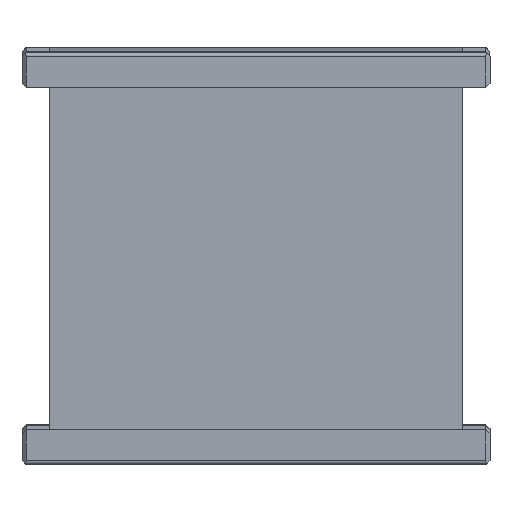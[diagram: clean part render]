
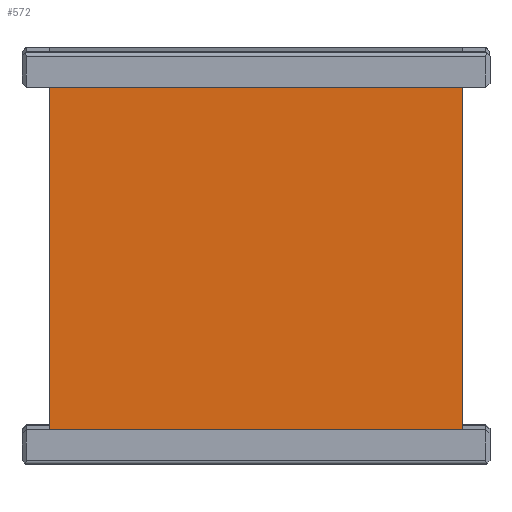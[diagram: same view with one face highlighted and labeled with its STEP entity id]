
A CAD part, top view. The second image highlights one B-rep face of the part: STEP entity #572.
In plain terms, the highlighted face is planar.
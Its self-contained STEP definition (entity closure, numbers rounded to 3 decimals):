
#572=ADVANCED_FACE('',(#1057),#1059,.F.);
#1057=FACE_BOUND('',#1058,.T.);
#1058=EDGE_LOOP('',(#2495,#2496,#2497,#2498));
#1059=PLANE('',#1060);
#1060=AXIS2_PLACEMENT_3D('',#1061,#1062,#1063);
#1061=CARTESIAN_POINT('',(0.,0.,0.));
#1062=DIRECTION('',(0.,1.,0.));
#1063=DIRECTION('',(0.,0.,-1.));
#2495=ORIENTED_EDGE('',*,*,#3230,.F.);
#2496=ORIENTED_EDGE('',*,*,#3247,.F.);
#2497=ORIENTED_EDGE('',*,*,#3212,.F.);
#2498=ORIENTED_EDGE('',*,*,#3246,.F.);
#3212=EDGE_CURVE('',#3702,#3704,#3705,.T.);
#3230=EDGE_CURVE('',#3732,#3734,#3735,.T.);
#3246=EDGE_CURVE('',#3734,#3702,#3759,.T.);
#3247=EDGE_CURVE('',#3704,#3732,#3760,.T.);
#3702=VERTEX_POINT('',#4623);
#3704=VERTEX_POINT('',#4627);
#3705=LINE('',#4628,#4629);
#3732=VERTEX_POINT('',#4691);
#3734=VERTEX_POINT('',#4695);
#3735=LINE('',#4696,#4697);
#3759=LINE('',#4754,#4755);
#3760=LINE('',#4757,#4758);
#4623=CARTESIAN_POINT('',(50.,0.,-41.5));
#4627=CARTESIAN_POINT('',(-50.,0.,-41.5));
#4628=CARTESIAN_POINT('',(50.,0.,-41.5));
#4629=VECTOR('',#4630,1.);
#4630=DIRECTION('',(-1.,0.,0.));
#4691=CARTESIAN_POINT('',(-50.,0.,41.5));
#4695=CARTESIAN_POINT('',(50.,0.,41.5));
#4696=CARTESIAN_POINT('',(-50.,0.,41.5));
#4697=VECTOR('',#4698,1.);
#4698=DIRECTION('',(1.,0.,0.));
#4754=CARTESIAN_POINT('',(50.,0.,41.5));
#4755=VECTOR('',#4756,1.);
#4756=DIRECTION('',(0.,0.,-1.));
#4757=CARTESIAN_POINT('',(-50.,0.,-41.5));
#4758=VECTOR('',#4759,1.);
#4759=DIRECTION('',(0.,0.,1.));
